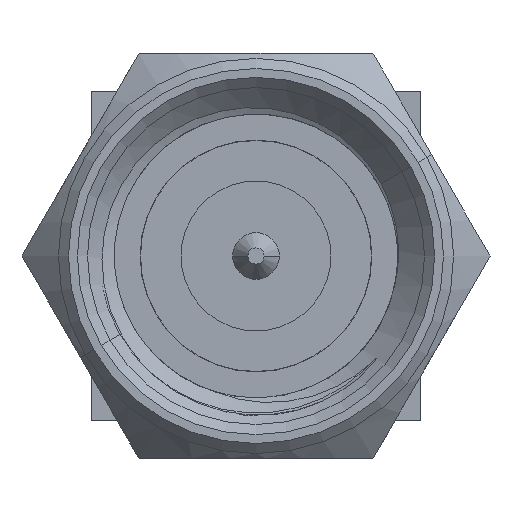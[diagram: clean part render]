
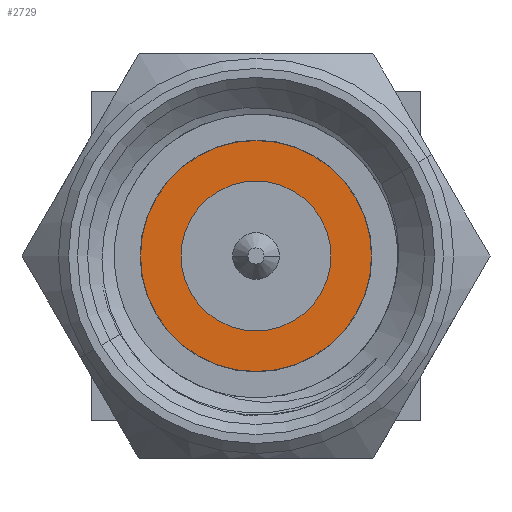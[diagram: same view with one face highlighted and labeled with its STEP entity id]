
A CAD part, left-side view. The second image highlights one B-rep face of the part: STEP entity #2729.
In plain terms, the highlighted planar face has unit normal (-1, 0, 0).
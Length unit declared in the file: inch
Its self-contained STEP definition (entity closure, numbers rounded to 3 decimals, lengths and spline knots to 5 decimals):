
#29=CARTESIAN_POINT('',(0.,0.,0.));
#30=DIRECTION('',(1.,0.,0.));
#31=DIRECTION('',(0.,1.,0.));
#32=AXIS2_PLACEMENT_3D('',#29,#30,#31);
#34=CARTESIAN_POINT('',(0.,0.,0.));
#35=DIRECTION('',(-1.,0.,0.));
#36=DIRECTION('',(0.,1.,0.));
#37=AXIS2_PLACEMENT_3D('',#34,#35,#36);
#39=CARTESIAN_POINT('',(0.,0.,0.));
#40=DIRECTION('',(1.,0.,0.));
#41=DIRECTION('',(0.,-1.,0.));
#42=AXIS2_PLACEMENT_3D('',#39,#40,#41);
#44=CARTESIAN_POINT('',(0.,0.,0.));
#45=DIRECTION('',(1.,0.,0.));
#46=DIRECTION('',(0.,1.,0.));
#47=AXIS2_PLACEMENT_3D('',#44,#45,#46);
#2371=CARTESIAN_POINT('',(0.,0.08976,0.));
#2373=VERTEX_POINT('',#2371);
#2379=CARTESIAN_POINT('',(0.,-0.08976,0.));
#2381=VERTEX_POINT('',#2379);
#2446=CARTESIAN_POINT('',(0.,-0.05827,0.));
#2447=CARTESIAN_POINT('',(0.,0.05827,0.));
#2448=VERTEX_POINT('',#2446);
#2449=VERTEX_POINT('',#2447);
#2714=CARTESIAN_POINT('',(0.,0.,0.));
#2715=DIRECTION('',(-1.,0.,0.));
#2716=DIRECTION('',(0.,1.,0.));
#2717=AXIS2_PLACEMENT_3D('',#2714,#2715,#2716);
#2718=PLANE('',#2717);
#2720=ORIENTED_EDGE('',*,*,#2719,.T.);
#2722=ORIENTED_EDGE('',*,*,#2721,.F.);
#2723=EDGE_LOOP('',(#2720,#2722));
#2724=FACE_OUTER_BOUND('',#2723,.F.);
#2725=ORIENTED_EDGE('',*,*,#2694,.F.);
#2726=ORIENTED_EDGE('',*,*,#2708,.F.);
#2727=EDGE_LOOP('',(#2725,#2726));
#2728=FACE_BOUND('',#2727,.F.);
#2729=ADVANCED_FACE('',(#2724,#2728),#2718,.T.);
#33=CIRCLE('',#32,0.08976);
#38=CIRCLE('',#37,0.08976);
#43=CIRCLE('',#42,0.05827);
#48=CIRCLE('',#47,0.05827);
#2694=EDGE_CURVE('',#2448,#2449,#43,.T.);
#2708=EDGE_CURVE('',#2449,#2448,#48,.T.);
#2719=EDGE_CURVE('',#2373,#2381,#33,.T.);
#2721=EDGE_CURVE('',#2373,#2381,#38,.T.);
